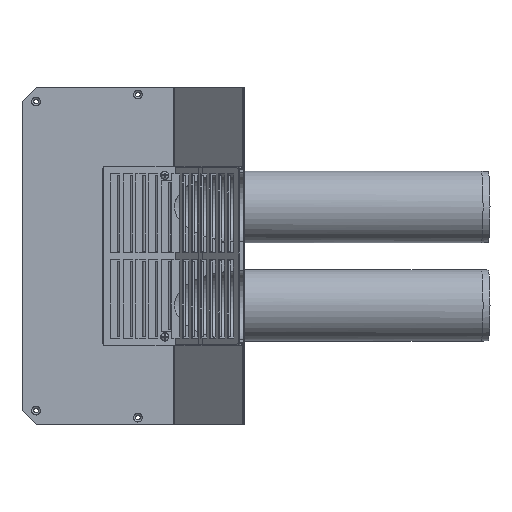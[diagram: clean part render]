
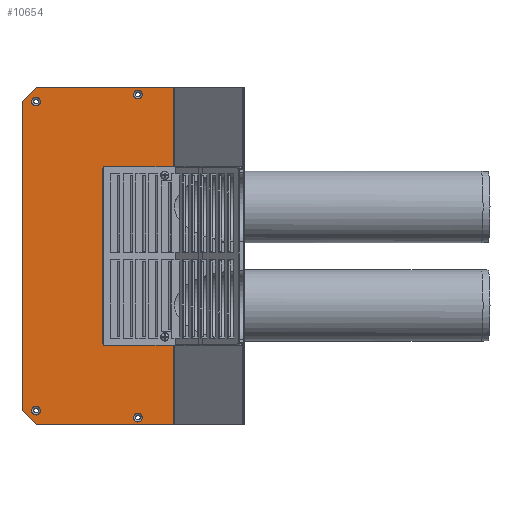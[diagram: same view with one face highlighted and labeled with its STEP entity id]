
A CAD part, top view. The second image highlights one B-rep face of the part: STEP entity #10654.
In plain terms, the highlighted planar face has unit normal (0, 0, 1).
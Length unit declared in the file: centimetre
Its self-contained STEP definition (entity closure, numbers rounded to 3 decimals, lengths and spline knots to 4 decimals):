
#165=FACE_BOUND('',#1427,.T.);
#166=FACE_BOUND('',#1428,.T.);
#167=FACE_BOUND('',#1429,.T.);
#168=FACE_BOUND('',#1430,.T.);
#312=PLANE('',#11342);
#816=FACE_OUTER_BOUND('',#1426,.T.);
#1426=EDGE_LOOP('',(#7905,#7906,#7907,#7908,#7909,#7910,#7911,#7912,#7913,
#7914,#7915,#7916,#7917,#7918,#7919,#7920,#7921,#7922,#7923,#7924));
#1427=EDGE_LOOP('',(#7925));
#1428=EDGE_LOOP('',(#7926));
#1429=EDGE_LOOP('',(#7927));
#1430=EDGE_LOOP('',(#7928));
#2130=LINE('',#15507,#3404);
#2134=LINE('',#15523,#3408);
#2137=LINE('',#15529,#3411);
#2140=LINE('',#15535,#3414);
#2155=LINE('',#15570,#3429);
#2158=LINE('',#15574,#3432);
#2159=LINE('',#15577,#3433);
#2161=LINE('',#15581,#3435);
#2163=LINE('',#15585,#3437);
#2165=LINE('',#15589,#3439);
#2167=LINE('',#15593,#3441);
#2170=LINE('',#15601,#3444);
#2173=LINE('',#15609,#3447);
#2175=LINE('',#15613,#3449);
#2177=LINE('',#15617,#3451);
#2179=LINE('',#15620,#3453);
#2180=LINE('',#15623,#3454);
#2182=LINE('',#15626,#3456);
#3404=VECTOR('',#12530,10.);
#3408=VECTOR('',#12550,10.);
#3411=VECTOR('',#12555,10.);
#3414=VECTOR('',#12560,10.);
#3429=VECTOR('',#12583,10.);
#3432=VECTOR('',#12588,10.);
#3433=VECTOR('',#12591,10.);
#3435=VECTOR('',#12595,10.);
#3437=VECTOR('',#12599,10.);
#3439=VECTOR('',#12603,10.);
#3441=VECTOR('',#12607,10.);
#3444=VECTOR('',#12616,10.);
#3447=VECTOR('',#12625,10.);
#3449=VECTOR('',#12629,10.);
#3451=VECTOR('',#12633,10.);
#3453=VECTOR('',#12637,10.);
#3454=VECTOR('',#12640,10.);
#3456=VECTOR('',#12644,10.);
#4533=CIRCLE('',#11220,6.2);
#4535=CIRCLE('',#11223,6.2);
#4539=CIRCLE('',#11229,6.2);
#4541=CIRCLE('',#11232,6.2);
#4571=CIRCLE('',#11332,2.);
#4572=CIRCLE('',#11335,2.);
#4797=VERTEX_POINT('',#15189);
#4799=VERTEX_POINT('',#15195);
#4803=VERTEX_POINT('',#15207);
#4805=VERTEX_POINT('',#15213);
#4895=VERTEX_POINT('',#15499);
#4896=VERTEX_POINT('',#15503);
#4899=VERTEX_POINT('',#15515);
#4900=VERTEX_POINT('',#15519);
#4902=VERTEX_POINT('',#15527);
#4904=VERTEX_POINT('',#15533);
#4919=VERTEX_POINT('',#15568);
#4920=VERTEX_POINT('',#15569);
#4921=VERTEX_POINT('',#15576);
#4922=VERTEX_POINT('',#15580);
#4923=VERTEX_POINT('',#15584);
#4924=VERTEX_POINT('',#15588);
#4925=VERTEX_POINT('',#15592);
#4926=VERTEX_POINT('',#15596);
#4927=VERTEX_POINT('',#15600);
#4928=VERTEX_POINT('',#15604);
#4929=VERTEX_POINT('',#15608);
#4930=VERTEX_POINT('',#15612);
#4931=VERTEX_POINT('',#15616);
#4932=VERTEX_POINT('',#15622);
#5823=EDGE_CURVE('',#4797,#4797,#4533,.T.);
#5826=EDGE_CURVE('',#4799,#4799,#4535,.T.);
#5832=EDGE_CURVE('',#4803,#4803,#4539,.T.);
#5835=EDGE_CURVE('',#4805,#4805,#4541,.T.);
#5982=EDGE_CURVE('',#4895,#4896,#2130,.T.);
#5990=EDGE_CURVE('',#4899,#4900,#2134,.T.);
#5993=EDGE_CURVE('',#4902,#4896,#2137,.T.);
#5996=EDGE_CURVE('',#4904,#4900,#2140,.T.);
#6013=EDGE_CURVE('',#4919,#4920,#2155,.T.);
#6016=EDGE_CURVE('',#4920,#4902,#2158,.T.);
#6017=EDGE_CURVE('',#4895,#4921,#2159,.T.);
#6019=EDGE_CURVE('',#4921,#4922,#2161,.T.);
#6021=EDGE_CURVE('',#4922,#4923,#2163,.T.);
#6023=EDGE_CURVE('',#4923,#4924,#2165,.T.);
#6025=EDGE_CURVE('',#4924,#4925,#2167,.T.);
#6027=EDGE_CURVE('',#4925,#4926,#4571,.T.);
#6029=EDGE_CURVE('',#4926,#4927,#2170,.T.);
#6031=EDGE_CURVE('',#4927,#4928,#4572,.T.);
#6033=EDGE_CURVE('',#4928,#4929,#2173,.T.);
#6035=EDGE_CURVE('',#4929,#4930,#2175,.T.);
#6037=EDGE_CURVE('',#4930,#4931,#2177,.T.);
#6039=EDGE_CURVE('',#4931,#4904,#2179,.T.);
#6040=EDGE_CURVE('',#4899,#4932,#2180,.T.);
#6042=EDGE_CURVE('',#4932,#4919,#2182,.T.);
#7905=ORIENTED_EDGE('',*,*,#5982,.T.);
#7906=ORIENTED_EDGE('',*,*,#5993,.F.);
#7907=ORIENTED_EDGE('',*,*,#6016,.F.);
#7908=ORIENTED_EDGE('',*,*,#6013,.F.);
#7909=ORIENTED_EDGE('',*,*,#6042,.F.);
#7910=ORIENTED_EDGE('',*,*,#6040,.F.);
#7911=ORIENTED_EDGE('',*,*,#5990,.T.);
#7912=ORIENTED_EDGE('',*,*,#5996,.F.);
#7913=ORIENTED_EDGE('',*,*,#6039,.F.);
#7914=ORIENTED_EDGE('',*,*,#6037,.F.);
#7915=ORIENTED_EDGE('',*,*,#6035,.F.);
#7916=ORIENTED_EDGE('',*,*,#6033,.F.);
#7917=ORIENTED_EDGE('',*,*,#6031,.F.);
#7918=ORIENTED_EDGE('',*,*,#6029,.F.);
#7919=ORIENTED_EDGE('',*,*,#6027,.F.);
#7920=ORIENTED_EDGE('',*,*,#6025,.F.);
#7921=ORIENTED_EDGE('',*,*,#6023,.F.);
#7922=ORIENTED_EDGE('',*,*,#6021,.F.);
#7923=ORIENTED_EDGE('',*,*,#6019,.F.);
#7924=ORIENTED_EDGE('',*,*,#6017,.F.);
#7925=ORIENTED_EDGE('',*,*,#5823,.T.);
#7926=ORIENTED_EDGE('',*,*,#5826,.T.);
#7927=ORIENTED_EDGE('',*,*,#5832,.T.);
#7928=ORIENTED_EDGE('',*,*,#5835,.T.);
#10654=ADVANCED_FACE('',(#816,#165,#166,#167,#168),#312,.T.);
#11220=AXIS2_PLACEMENT_3D('',#15190,#12221,#12222);
#11223=AXIS2_PLACEMENT_3D('',#15196,#12228,#12229);
#11229=AXIS2_PLACEMENT_3D('',#15208,#12242,#12243);
#11232=AXIS2_PLACEMENT_3D('',#15214,#12249,#12250);
#11332=AXIS2_PLACEMENT_3D('',#15597,#12611,#12612);
#11335=AXIS2_PLACEMENT_3D('',#15605,#12620,#12621);
#11342=AXIS2_PLACEMENT_3D('',#15627,#12645,#12646);
#12221=DIRECTION('center_axis',(0.,0.,-1.));
#12222=DIRECTION('ref_axis',(1.,0.,0.));
#12228=DIRECTION('center_axis',(0.,0.,-1.));
#12229=DIRECTION('ref_axis',(1.,0.,0.));
#12242=DIRECTION('center_axis',(0.,0.,-1.));
#12243=DIRECTION('ref_axis',(1.,0.,0.));
#12249=DIRECTION('center_axis',(0.,0.,-1.));
#12250=DIRECTION('ref_axis',(1.,0.,0.));
#12530=DIRECTION('',(0.,1.,0.));
#12550=DIRECTION('',(0.,1.,0.));
#12555=DIRECTION('',(1.,0.,0.));
#12560=DIRECTION('',(1.,0.,0.));
#12583=DIRECTION('',(0.,1.,0.));
#12588=DIRECTION('',(0.707,0.707,0.));
#12591=DIRECTION('',(-1.,0.,0.));
#12595=DIRECTION('',(0.,1.,0.));
#12599=DIRECTION('',(-1.,0.,0.));
#12603=DIRECTION('',(0.,-1.,0.));
#12607=DIRECTION('',(-1.,0.,0.));
#12611=DIRECTION('center_axis',(0.,0.,1.));
#12612=DIRECTION('ref_axis',(0.,-1.,0.));
#12616=DIRECTION('',(0.,-1.,0.));
#12620=DIRECTION('center_axis',(0.,0.,1.));
#12621=DIRECTION('ref_axis',(1.,0.,0.));
#12625=DIRECTION('',(1.,0.,0.));
#12629=DIRECTION('',(0.,-1.,0.));
#12633=DIRECTION('',(1.,0.,0.));
#12637=DIRECTION('',(0.,1.,0.));
#12640=DIRECTION('',(-1.,0.,0.));
#12644=DIRECTION('',(-0.707,0.707,0.));
#12645=DIRECTION('center_axis',(0.,0.,1.));
#12646=DIRECTION('ref_axis',(0.,-1.,0.));
#15189=CARTESIAN_POINT('',(13.8,-220.,2.));
#15190=CARTESIAN_POINT('Origin',(20.,-220.,2.));
#15195=CARTESIAN_POINT('',(13.8,220.,2.));
#15196=CARTESIAN_POINT('Origin',(20.,220.,2.));
#15207=CARTESIAN_POINT('',(158.8,230.,2.));
#15208=CARTESIAN_POINT('Origin',(165.,230.,2.));
#15213=CARTESIAN_POINT('',(158.8,-230.,2.));
#15214=CARTESIAN_POINT('Origin',(165.,-230.,2.));
#15499=CARTESIAN_POINT('',(215.3431,125.5,2.));
#15503=CARTESIAN_POINT('',(215.3431,240.,2.));
#15507=CARTESIAN_POINT('',(215.3431,120.,2.));
#15515=CARTESIAN_POINT('',(215.3431,-240.,2.));
#15519=CARTESIAN_POINT('',(215.3431,-125.5,2.));
#15523=CARTESIAN_POINT('',(215.3431,-62.75,2.));
#15527=CARTESIAN_POINT('',(20.,240.,2.));
#15529=CARTESIAN_POINT('',(217.,240.,2.));
#15533=CARTESIAN_POINT('',(212.5,-125.5,2.));
#15535=CARTESIAN_POINT('',(217.,-125.5,2.));
#15568=CARTESIAN_POINT('',(0.,-220.,2.));
#15569=CARTESIAN_POINT('',(0.,220.,2.));
#15570=CARTESIAN_POINT('',(0.,220.,2.));
#15574=CARTESIAN_POINT('',(20.,240.,2.));
#15576=CARTESIAN_POINT('',(212.5,125.5,2.));
#15577=CARTESIAN_POINT('',(212.5,125.5,2.));
#15580=CARTESIAN_POINT('',(212.5,127.,2.));
#15581=CARTESIAN_POINT('',(212.5,127.,2.));
#15584=CARTESIAN_POINT('',(194.,127.,2.));
#15585=CARTESIAN_POINT('',(194.,127.,2.));
#15588=CARTESIAN_POINT('',(194.,125.5,2.));
#15589=CARTESIAN_POINT('',(194.,125.5,2.));
#15592=CARTESIAN_POINT('',(117.,125.5,2.));
#15593=CARTESIAN_POINT('',(117.,125.5,2.));
#15596=CARTESIAN_POINT('',(115.,123.5,2.));
#15597=CARTESIAN_POINT('Origin',(117.,123.5,2.));
#15600=CARTESIAN_POINT('',(115.,-123.5,2.));
#15601=CARTESIAN_POINT('',(115.,-123.5,2.));
#15604=CARTESIAN_POINT('',(117.,-125.5,2.));
#15605=CARTESIAN_POINT('Origin',(117.,-123.5,2.));
#15608=CARTESIAN_POINT('',(194.,-125.5,2.));
#15609=CARTESIAN_POINT('',(194.,-125.5,2.));
#15612=CARTESIAN_POINT('',(194.,-127.,2.));
#15613=CARTESIAN_POINT('',(194.,-127.,2.));
#15616=CARTESIAN_POINT('',(212.5,-127.,2.));
#15617=CARTESIAN_POINT('',(212.5,-127.,2.));
#15620=CARTESIAN_POINT('',(212.5,-125.5,2.));
#15622=CARTESIAN_POINT('',(20.,-240.,2.));
#15623=CARTESIAN_POINT('',(20.,-240.,2.));
#15626=CARTESIAN_POINT('',(0.,-220.,2.));
#15627=CARTESIAN_POINT('Origin',(101.7825,0.,2.));
